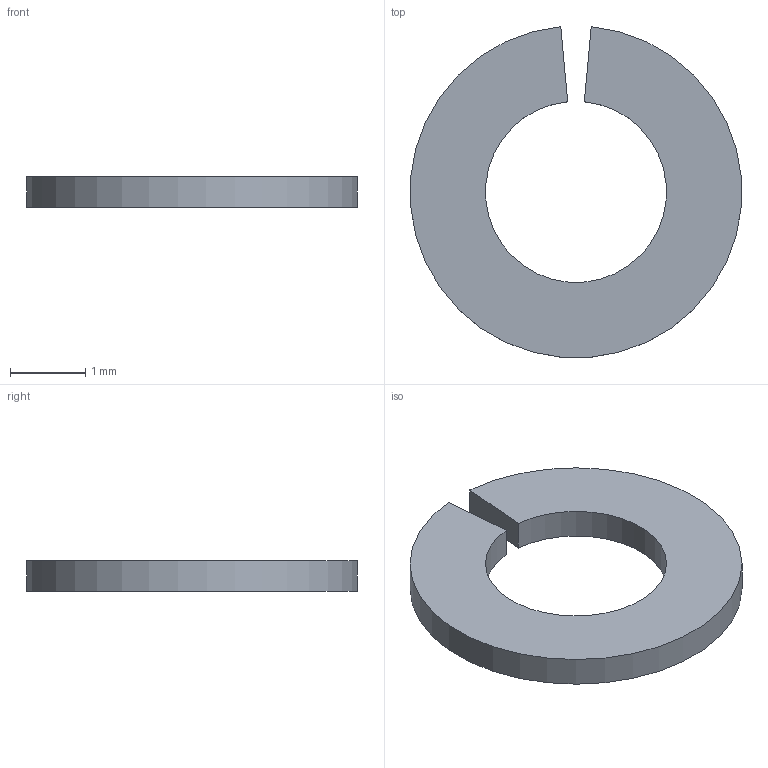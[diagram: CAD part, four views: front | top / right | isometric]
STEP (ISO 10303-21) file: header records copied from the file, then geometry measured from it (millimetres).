
FILE_DESCRIPTION(/* description */ ('Alibre Inc.'),/* implementation_level */ '2;1');
FILE_NAME(/* name */ 'export0',/* time_stamp */ '2015-07-11T14:13:17+12:00',/* author */ (''),/* organization */ (''),/* preprocessor_version */ 'ST-DEVELOPER v14',/* originating_system */ 'Alibre',/* authorisation */ '');
FILE_SCHEMA (('CONFIG_CONTROL_DESIGN'));
Length unit declared in the file: centimetre
Products named in the file (1): ID_1
Bounding box: 4.38 x 4.38 x 0.4 mm (x, y, z)
Volume: 4.1 mm3; surface area: 29.8 mm2
Topology: 1 solids, 1 shells, 6 faces, 12 edges, 8 vertices
Faces by surface type: plane 4, cylinder 2
Entity records: 241 total; most frequent: CARTESIAN_POINT 26, ORIENTED_EDGE 24, DIRECTION 24, EDGE_CURVE 12, AXIS2_PLACEMENT_3D 10, ORGANIZATION 8, PERSON 8, PERSON_AND_ORGANIZATION 8
